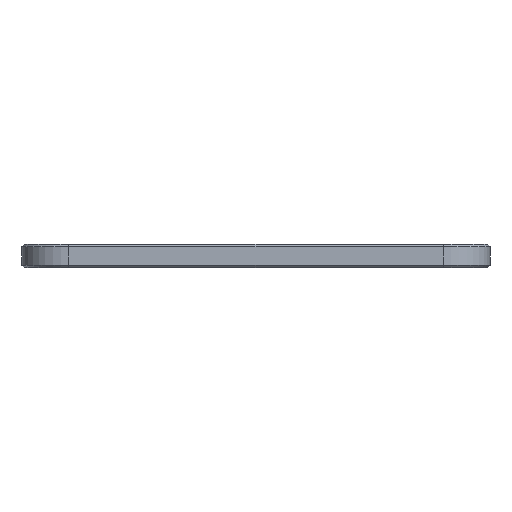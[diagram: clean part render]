
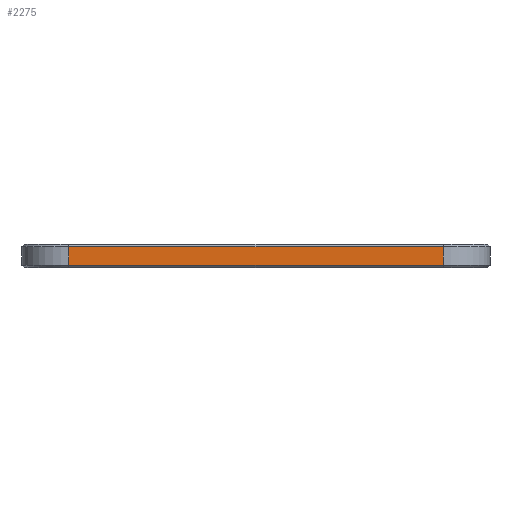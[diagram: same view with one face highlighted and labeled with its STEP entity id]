
A CAD part, front view. The second image highlights one B-rep face of the part: STEP entity #2275.
In plain terms, the highlighted planar face has unit normal (0, -1, 0).
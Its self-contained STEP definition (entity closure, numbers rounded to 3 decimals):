
#158 = PLANE('',#159);
#159 = AXIS2_PLACEMENT_3D('',#160,#161,#162);
#160 = CARTESIAN_POINT('',(0.,-6.1,0.15));
#161 = DIRECTION('',(0.,-0.707,-0.707));
#162 = DIRECTION('',(-1.,-0.,-0.));
#910 = VERTEX_POINT('',#911);
#911 = CARTESIAN_POINT('',(50.,-6.25,0.3));
#947 = CYLINDRICAL_SURFACE('',#948,6.25);
#948 = AXIS2_PLACEMENT_3D('',#949,#950,#951);
#949 = CARTESIAN_POINT('',(50.,0.,0.));
#950 = DIRECTION('',(-0.,-0.,-1.));
#951 = DIRECTION('',(1.,0.,0.));
#1019 = VERTEX_POINT('',#1020);
#1020 = CARTESIAN_POINT('',(0.,-6.25,0.3));
#1041 = EDGE_CURVE('',#1019,#910,#1042,.T.);
#1042 = SURFACE_CURVE('',#1043,(#1047,#1054),.PCURVE_S1.);
#1043 = LINE('',#1044,#1045);
#1044 = CARTESIAN_POINT('',(0.,-6.25,0.3));
#1045 = VECTOR('',#1046,1.);
#1046 = DIRECTION('',(1.,0.,0.));
#1047 = PCURVE('',#158,#1048);
#1048 = DEFINITIONAL_REPRESENTATION('',(#1049),#1053);
#1049 = LINE('',#1050,#1051);
#1050 = CARTESIAN_POINT('',(-0.,-0.212));
#1051 = VECTOR('',#1052,1.);
#1052 = DIRECTION('',(-1.,0.));
#1053 = ( GEOMETRIC_REPRESENTATION_CONTEXT(2) 
PARAMETRIC_REPRESENTATION_CONTEXT() REPRESENTATION_CONTEXT('2D SPACE',''
  ) );
#1054 = PCURVE('',#1055,#1060);
#1055 = PLANE('',#1056);
#1056 = AXIS2_PLACEMENT_3D('',#1057,#1058,#1059);
#1057 = CARTESIAN_POINT('',(0.,-6.25,0.));
#1058 = DIRECTION('',(0.,1.,0.));
#1059 = DIRECTION('',(1.,0.,0.));
#1060 = DEFINITIONAL_REPRESENTATION('',(#1061),#1065);
#1061 = LINE('',#1062,#1063);
#1062 = CARTESIAN_POINT('',(0.,-0.3));
#1063 = VECTOR('',#1064,1.);
#1064 = DIRECTION('',(1.,0.));
#1065 = ( GEOMETRIC_REPRESENTATION_CONTEXT(2) 
PARAMETRIC_REPRESENTATION_CONTEXT() REPRESENTATION_CONTEXT('2D SPACE',''
  ) );
#1088 = CYLINDRICAL_SURFACE('',#1089,6.25);
#1089 = AXIS2_PLACEMENT_3D('',#1090,#1091,#1092);
#1090 = CARTESIAN_POINT('',(0.,0.,0.));
#1091 = DIRECTION('',(-0.,-0.,-1.));
#1092 = DIRECTION('',(1.,0.,0.));
#2170 = EDGE_CURVE('',#910,#2171,#2173,.T.);
#2171 = VERTEX_POINT('',#2172);
#2172 = CARTESIAN_POINT('',(50.,-6.25,2.825));
#2173 = SURFACE_CURVE('',#2174,(#2178,#2185),.PCURVE_S1.);
#2174 = LINE('',#2175,#2176);
#2175 = CARTESIAN_POINT('',(50.,-6.25,0.));
#2176 = VECTOR('',#2177,1.);
#2177 = DIRECTION('',(0.,0.,1.));
#2178 = PCURVE('',#947,#2179);
#2179 = DEFINITIONAL_REPRESENTATION('',(#2180),#2184);
#2180 = LINE('',#2181,#2182);
#2181 = CARTESIAN_POINT('',(-4.712,0.));
#2182 = VECTOR('',#2183,1.);
#2183 = DIRECTION('',(-0.,-1.));
#2184 = ( GEOMETRIC_REPRESENTATION_CONTEXT(2) 
PARAMETRIC_REPRESENTATION_CONTEXT() REPRESENTATION_CONTEXT('2D SPACE',''
  ) );
#2185 = PCURVE('',#1055,#2186);
#2186 = DEFINITIONAL_REPRESENTATION('',(#2187),#2191);
#2187 = LINE('',#2188,#2189);
#2188 = CARTESIAN_POINT('',(50.,0.));
#2189 = VECTOR('',#2190,1.);
#2190 = DIRECTION('',(0.,-1.));
#2191 = ( GEOMETRIC_REPRESENTATION_CONTEXT(2) 
PARAMETRIC_REPRESENTATION_CONTEXT() REPRESENTATION_CONTEXT('2D SPACE',''
  ) );
#2275 = ADVANCED_FACE('',(#2276),#1055,.F.);
#2276 = FACE_BOUND('',#2277,.F.);
#2277 = EDGE_LOOP('',(#2278,#2301,#2327,#2328));
#2278 = ORIENTED_EDGE('',*,*,#2279,.T.);
#2279 = EDGE_CURVE('',#1019,#2280,#2282,.T.);
#2280 = VERTEX_POINT('',#2281);
#2281 = CARTESIAN_POINT('',(0.,-6.25,2.825));
#2282 = SURFACE_CURVE('',#2283,(#2287,#2294),.PCURVE_S1.);
#2283 = LINE('',#2284,#2285);
#2284 = CARTESIAN_POINT('',(0.,-6.25,0.));
#2285 = VECTOR('',#2286,1.);
#2286 = DIRECTION('',(0.,0.,1.));
#2287 = PCURVE('',#1055,#2288);
#2288 = DEFINITIONAL_REPRESENTATION('',(#2289),#2293);
#2289 = LINE('',#2290,#2291);
#2290 = CARTESIAN_POINT('',(0.,0.));
#2291 = VECTOR('',#2292,1.);
#2292 = DIRECTION('',(0.,-1.));
#2293 = ( GEOMETRIC_REPRESENTATION_CONTEXT(2) 
PARAMETRIC_REPRESENTATION_CONTEXT() REPRESENTATION_CONTEXT('2D SPACE',''
  ) );
#2294 = PCURVE('',#1088,#2295);
#2295 = DEFINITIONAL_REPRESENTATION('',(#2296),#2300);
#2296 = LINE('',#2297,#2298);
#2297 = CARTESIAN_POINT('',(-4.712,0.));
#2298 = VECTOR('',#2299,1.);
#2299 = DIRECTION('',(-0.,-1.));
#2300 = ( GEOMETRIC_REPRESENTATION_CONTEXT(2) 
PARAMETRIC_REPRESENTATION_CONTEXT() REPRESENTATION_CONTEXT('2D SPACE',''
  ) );
#2301 = ORIENTED_EDGE('',*,*,#2302,.T.);
#2302 = EDGE_CURVE('',#2280,#2171,#2303,.T.);
#2303 = SURFACE_CURVE('',#2304,(#2308,#2315),.PCURVE_S1.);
#2304 = LINE('',#2305,#2306);
#2305 = CARTESIAN_POINT('',(0.,-6.25,2.825));
#2306 = VECTOR('',#2307,1.);
#2307 = DIRECTION('',(1.,0.,0.));
#2308 = PCURVE('',#1055,#2309);
#2309 = DEFINITIONAL_REPRESENTATION('',(#2310),#2314);
#2310 = LINE('',#2311,#2312);
#2311 = CARTESIAN_POINT('',(0.,-2.825));
#2312 = VECTOR('',#2313,1.);
#2313 = DIRECTION('',(1.,0.));
#2314 = ( GEOMETRIC_REPRESENTATION_CONTEXT(2) 
PARAMETRIC_REPRESENTATION_CONTEXT() REPRESENTATION_CONTEXT('2D SPACE',''
  ) );
#2315 = PCURVE('',#2316,#2321);
#2316 = PLANE('',#2317);
#2317 = AXIS2_PLACEMENT_3D('',#2318,#2319,#2320);
#2318 = CARTESIAN_POINT('',(0.,-6.1,2.975));
#2319 = DIRECTION('',(0.,0.707,-0.707));
#2320 = DIRECTION('',(-1.,-0.,-0.));
#2321 = DEFINITIONAL_REPRESENTATION('',(#2322),#2326);
#2322 = LINE('',#2323,#2324);
#2323 = CARTESIAN_POINT('',(-0.,-0.212));
#2324 = VECTOR('',#2325,1.);
#2325 = DIRECTION('',(-1.,0.));
#2326 = ( GEOMETRIC_REPRESENTATION_CONTEXT(2) 
PARAMETRIC_REPRESENTATION_CONTEXT() REPRESENTATION_CONTEXT('2D SPACE',''
  ) );
#2327 = ORIENTED_EDGE('',*,*,#2170,.F.);
#2328 = ORIENTED_EDGE('',*,*,#1041,.F.);
